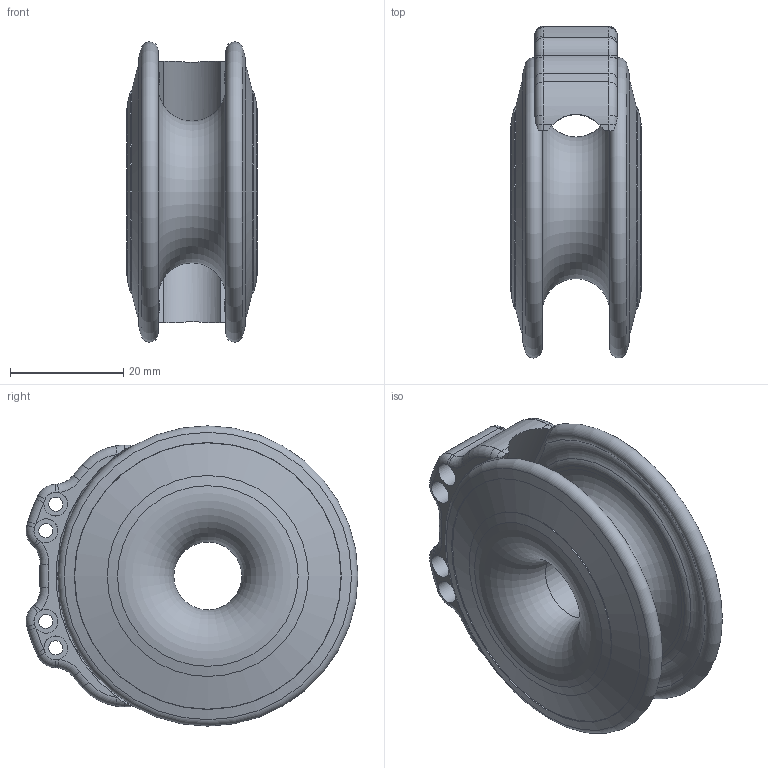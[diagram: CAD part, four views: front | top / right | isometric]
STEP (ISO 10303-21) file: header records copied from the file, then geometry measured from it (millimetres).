
FILE_DESCRIPTION(/* description */ (''),/* implementation_level */ '2;1');
FILE_NAME(/* name */ 'RR53.10.stp',/* time_stamp */ '2020-10-01T14:02:48+02:00',/* author */ ('lucade'),/* organization */ (''),/* preprocessor_version */ 'ST-DEVELOPER v18.1',/* originating_system */ 'Autodesk Inventor 2021',/* authorisation */ '');
FILE_SCHEMA (('AUTOMOTIVE_DESIGN { 1 0 10303 214 3 1 1 }'));
Length unit declared in the file: millimetre
Products named in the file (1): Parte1
Bounding box: 23.04 x 58.58 x 53 mm (x, y, z)
Volume: 26004.6 mm3; surface area: 12958.4 mm2
Topology: 2 solids, 2 shells, 132 faces, 316 edges, 188 vertices
Faces by surface type: torus 66, cylinder 36, plane 20, cone 10
Full cylindrical faces by diameter (mm): 2.5 x4, 4.2 x8, 12 x1
Entity records: 4057 total; most frequent: CARTESIAN_POINT 851, DIRECTION 757, ORIENTED_EDGE 632, AXIS2_PLACEMENT_3D 350, EDGE_CURVE 316, CIRCLE 209, VERTEX_POINT 188, EDGE_LOOP 142
